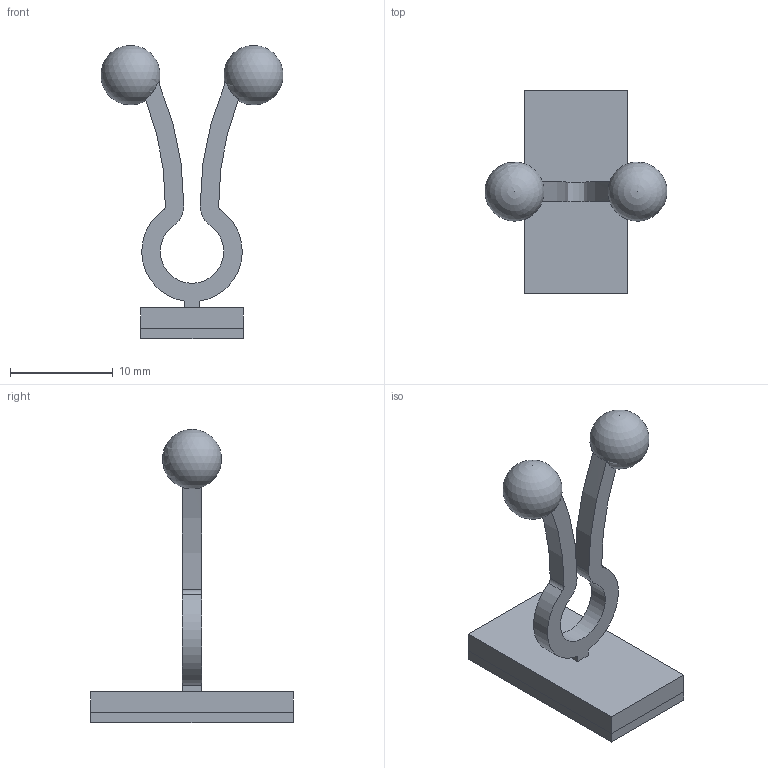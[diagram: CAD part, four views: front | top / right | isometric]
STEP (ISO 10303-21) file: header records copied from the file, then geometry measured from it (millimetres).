
FILE_DESCRIPTION( ( 'Unknown' ), '1' );
FILE_NAME( '520201000_Twister.stp', 'Unknown', ( 'Unknown' ), ( 'Unknown' ), 'PSStep 14.0', 'Unknown', ' ' );
FILE_SCHEMA( ( 'AUTOMOTIVE_DESIGN { 1 0 10303 214 1 1 1 1 }' ) );
Length unit declared in the file: millimetre
Products named in the file (3): Assem1; Driller; self-adehsive_base
Assembly tree (2 placements, depth 2):
  Assem1
    Driller
    self-adehsive_base
Bounding box: 17.75 x 19.8 x 28.6 mm (x, y, z)
Volume: 955.9 mm3; surface area: 1511.9 mm2
Topology: 2 solids, 2 shells, 33 faces, 90 edges, 60 vertices
Faces by surface type: plane 20, cylinder 11, sphere 2
Entity records: 1338 total; most frequent: CARTESIAN_POINT 196, DIRECTION 182, ORIENTED_EDGE 168, EDGE_CURVE 84, AXIS2_PLACEMENT_3D 66, VERTEX_POINT 56, LINE 50, VECTOR 50
